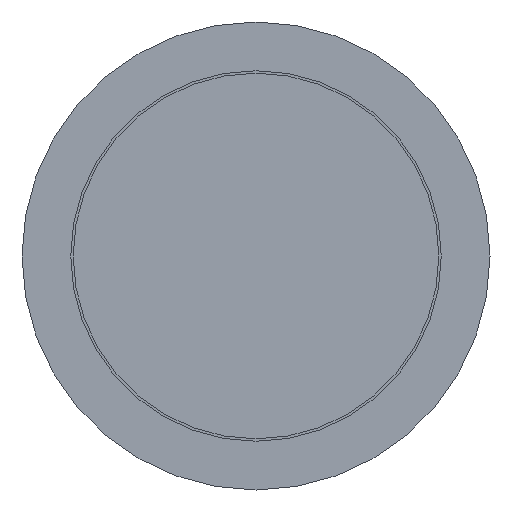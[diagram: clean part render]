
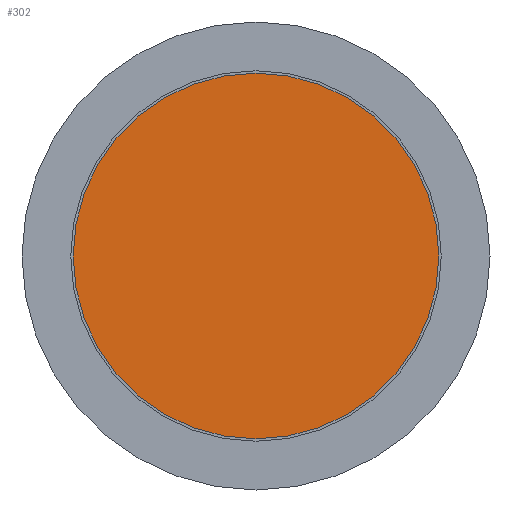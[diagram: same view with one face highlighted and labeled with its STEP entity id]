
A CAD part, front view. The second image highlights one B-rep face of the part: STEP entity #302.
In plain terms, the highlighted planar face has unit normal (0, -1, 0).
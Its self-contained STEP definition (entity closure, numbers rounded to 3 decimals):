
#93 = VERTEX_POINT ( 'NONE', #432 ) ;
#110 = DIRECTION ( 'NONE',  ( 0., -1., 0. ) ) ;
#170 = ORIENTED_EDGE ( 'NONE', *, *, #204, .T. ) ;
#204 = EDGE_CURVE ( 'NONE', #93, #93, #380, .T. ) ;
#214 = EDGE_LOOP ( 'NONE', ( #170 ) ) ;
#237 = PLANE ( 'NONE',  #496 ) ;
#302 = ADVANCED_FACE ( 'NONE', ( #443 ), #237, .F. ) ;
#312 = CARTESIAN_POINT ( 'NONE',  ( 0., 0., 0. ) ) ;
#321 = DIRECTION ( 'NONE',  ( 0., 0., -1. ) ) ;
#354 = AXIS2_PLACEMENT_3D ( 'NONE', #312, #110, #321 ) ;
#380 = CIRCLE ( 'NONE', #354, 18.75 ) ;
#418 = DIRECTION ( 'NONE',  ( 0., 0., 1. ) ) ;
#432 = CARTESIAN_POINT ( 'NONE',  ( 0., 0., -18.75 ) ) ;
#443 = FACE_OUTER_BOUND ( 'NONE', #214, .T. ) ;
#492 = CARTESIAN_POINT ( 'NONE',  ( -18.75, 0., 0. ) ) ;
#496 = AXIS2_PLACEMENT_3D ( 'NONE', #492, #552, #418 ) ;
#552 = DIRECTION ( 'NONE',  ( 0., 1., 0. ) ) ;
